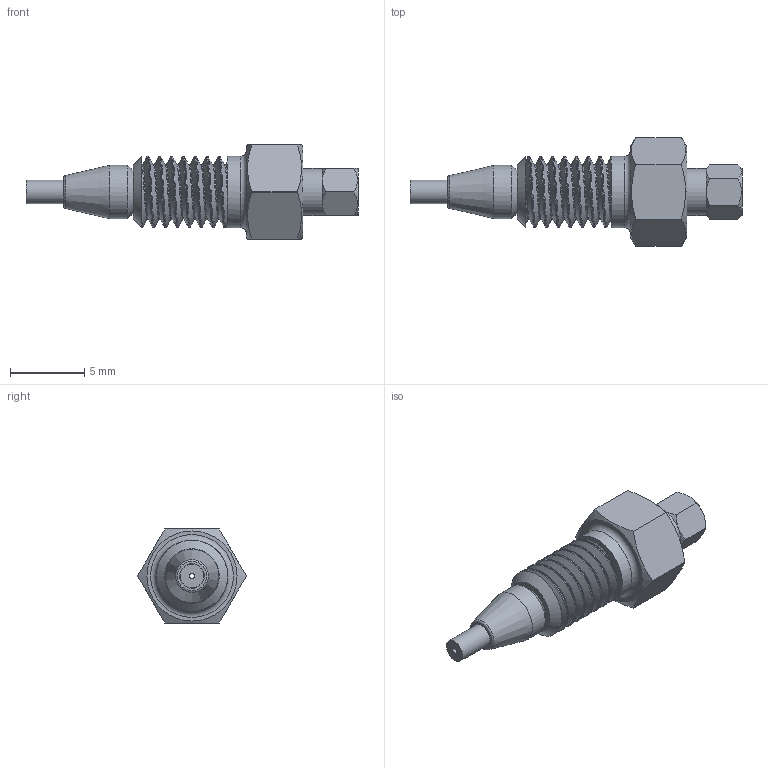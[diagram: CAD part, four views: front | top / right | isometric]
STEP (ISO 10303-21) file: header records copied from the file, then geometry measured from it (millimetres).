
FILE_DESCRIPTION((''),'2;1');
FILE_NAME('622311-C360IZR1S6 Internal reducer.stp','2013-08-21T15:51:39',('Franzp'),(''),'Autodesk Inventor 2013','Autodesk Inventor 2013','');
FILE_SCHEMA(('AUTOMOTIVE_DESIGN { 1 0 10303 214 1 1 1 1 }'));
Length unit declared in the file: millimetre
Products named in the file (1): 622311_Shrinkwrap_1
Bounding box: 22.41 x 7.33 x 6.35 mm (x, y, z)
Surface area: 716.5 mm2 (no closed solid volume)
Topology: 0 solids, 6 shells, 55 faces, 151 edges, 94 vertices
Faces by surface type: plane 22, cone 15, cylinder 10, bspline 6, torus 2
Full cylindrical faces by diameter (mm): 0.381 x1, 1.016 x1, 1.575 x1, 1.651 x1, 3.175 x1, 3.556 x1, 3.6 x1, 3.64 x2, 4.826 x1
Entity records: 4349 total; most frequent: CARTESIAN_POINT 3094, DIRECTION 232, ORIENTED_EDGE 202, EDGE_CURVE 124, AXIS2_PLACEMENT_3D 107, VERTEX_POINT 88, EDGE_LOOP 86, CIRCLE 57
